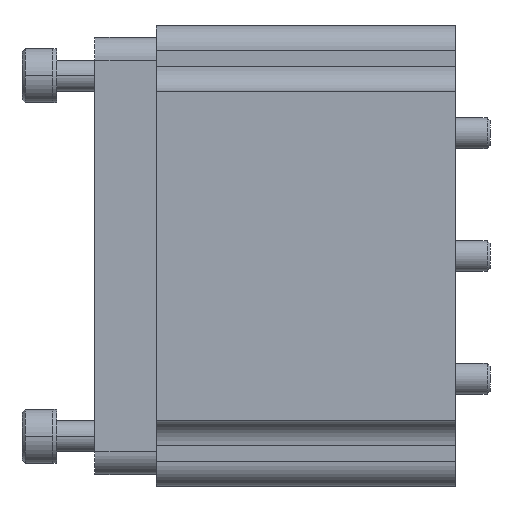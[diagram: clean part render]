
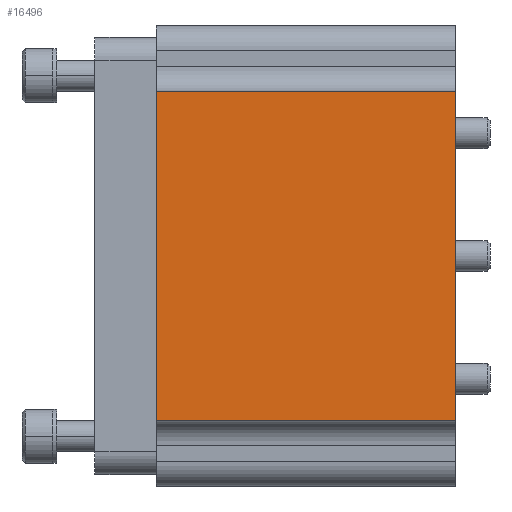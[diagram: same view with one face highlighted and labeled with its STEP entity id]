
A CAD part, front view. The second image highlights one B-rep face of the part: STEP entity #16496.
In plain terms, the highlighted planar face has unit normal (0, -1, 0).
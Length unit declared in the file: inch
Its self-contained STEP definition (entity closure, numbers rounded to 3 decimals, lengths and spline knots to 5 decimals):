
#229 = VERTEX_POINT ( 'NONE', #2046 ) ;
#763 = ORIENTED_EDGE ( 'NONE', *, *, #9186, .F. ) ;
#1228 = VECTOR ( 'NONE', #11269, 39.37008 ) ;
#1317 = LINE ( 'NONE', #19120, #18001 ) ;
#2046 = CARTESIAN_POINT ( 'NONE',  ( 0.76772, -0.8189, 0.84646 ) ) ;
#2768 = DIRECTION ( 'NONE',  ( -1., 0., 0. ) ) ;
#3255 = EDGE_CURVE ( 'NONE', #12474, #7221, #7063, .T. ) ;
#3325 = CARTESIAN_POINT ( 'NONE',  ( -0.76772, -0.8189, 1.1811 ) ) ;
#4153 = CARTESIAN_POINT ( 'NONE',  ( -0.76772, -0.8189, -0.84646 ) ) ;
#7063 = LINE ( 'NONE', #10358, #7699 ) ;
#7221 = VERTEX_POINT ( 'NONE', #19379 ) ;
#7699 = VECTOR ( 'NONE', #8755, 39.37008 ) ;
#7821 = ORIENTED_EDGE ( 'NONE', *, *, #18386, .F. ) ;
#8283 = AXIS2_PLACEMENT_3D ( 'NONE', #3325, #17827, #14844 ) ;
#8332 = PLANE ( 'NONE',  #8283 ) ;
#8755 = DIRECTION ( 'NONE',  ( 0., 0., 1. ) ) ;
#9186 = EDGE_CURVE ( 'NONE', #7221, #229, #1317, .T. ) ;
#9297 = DIRECTION ( 'NONE',  ( 1., 0., 0. ) ) ;
#10358 = CARTESIAN_POINT ( 'NONE',  ( -0.76772, -0.8189, 1.1811 ) ) ;
#10746 = EDGE_CURVE ( 'NONE', #20574, #12474, #10753, .T. ) ;
#10753 = LINE ( 'NONE', #4153, #10793 ) ;
#10793 = VECTOR ( 'NONE', #2768, 39.37008 ) ;
#11269 = DIRECTION ( 'NONE',  ( 0., 0., -1. ) ) ;
#12474 = VERTEX_POINT ( 'NONE', #17312 ) ;
#12650 = EDGE_LOOP ( 'NONE', ( #7821, #763, #20230, #14774 ) ) ;
#14774 = ORIENTED_EDGE ( 'NONE', *, *, #10746, .F. ) ;
#14791 = LINE ( 'NONE', #16283, #1228 ) ;
#14844 = DIRECTION ( 'NONE',  ( -1., 0., 0. ) ) ;
#15514 = CARTESIAN_POINT ( 'NONE',  ( 0.76772, -0.8189, -0.84646 ) ) ;
#16227 = FACE_OUTER_BOUND ( 'NONE', #12650, .T. ) ;
#16283 = CARTESIAN_POINT ( 'NONE',  ( 0.76772, -0.8189, 1.1811 ) ) ;
#16496 = ADVANCED_FACE ( 'NONE', ( #16227 ), #8332, .F. ) ;
#17312 = CARTESIAN_POINT ( 'NONE',  ( -0.76772, -0.8189, -0.84646 ) ) ;
#17827 = DIRECTION ( 'NONE',  ( 0., 1., 0. ) ) ;
#18001 = VECTOR ( 'NONE', #9297, 39.37008 ) ;
#18386 = EDGE_CURVE ( 'NONE', #229, #20574, #14791, .T. ) ;
#19120 = CARTESIAN_POINT ( 'NONE',  ( -0.76772, -0.8189, 0.84646 ) ) ;
#19379 = CARTESIAN_POINT ( 'NONE',  ( -0.76772, -0.8189, 0.84646 ) ) ;
#20230 = ORIENTED_EDGE ( 'NONE', *, *, #3255, .F. ) ;
#20574 = VERTEX_POINT ( 'NONE', #15514 ) ;
